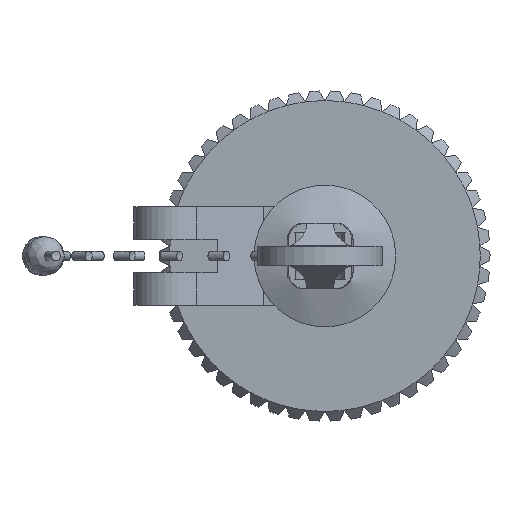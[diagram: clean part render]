
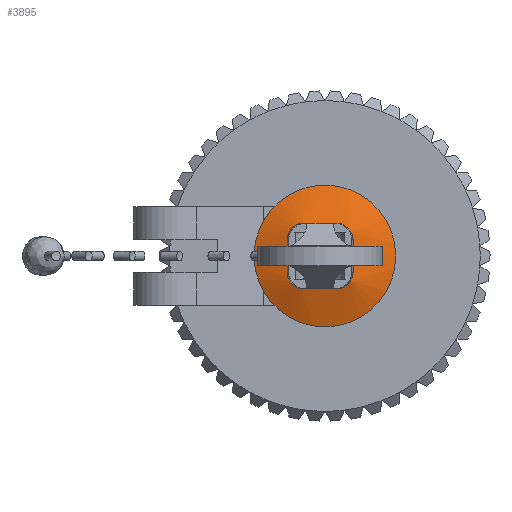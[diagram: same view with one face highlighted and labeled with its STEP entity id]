
A CAD part, front view. The second image highlights one B-rep face of the part: STEP entity #3895.
In plain terms, the highlighted free-form (B-spline) face has degree [3, 3] with [4, 4] control points.
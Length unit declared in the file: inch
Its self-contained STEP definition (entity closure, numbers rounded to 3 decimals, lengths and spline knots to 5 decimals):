
#431 = AXIS2_PLACEMENT_3D ( 'NONE', #7955, #3676, #1425 ) ;
#739 = CARTESIAN_POINT ( 'NONE',  ( -0.04011, -0.67421, -0.11465 ) ) ;
#1008 = CARTESIAN_POINT ( 'NONE',  ( -0.04011, -0.67451, 0.11414 ) ) ;
#1425 = DIRECTION ( 'NONE',  ( 0., 0., 1. ) ) ;
#1898 = EDGE_CURVE ( 'NONE', #2642, #2642, #6501, .T. ) ;
#2080 = CARTESIAN_POINT ( 'NONE',  ( 0.04019, -0.71726, -0.04237 ) ) ;
#2642 = VERTEX_POINT ( 'NONE', #10068 ) ;
#3135 = CARTESIAN_POINT ( 'NONE',  ( 0.04019, -0.71737, 0.04175 ) ) ;
#3676 = DIRECTION ( 'NONE',  ( 0., 1., 0. ) ) ;
#3895 = ADVANCED_FACE ( 'NONE', ( #12664 ), #12600, .T. ) ;
#3974 = CARTESIAN_POINT ( 'NONE',  ( 0.04019, -0.67429, -0.1147 ) ) ;
#4263 = CARTESIAN_POINT ( 'NONE',  ( -0.10906, -0.67391, -0.03459 ) ) ;
#5318 = CARTESIAN_POINT ( 'NONE',  ( -0.04011, -0.71715, -0.04235 ) ) ;
#6093 = CARTESIAN_POINT ( 'NONE',  ( -0.04011, -0.71726, 0.04174 ) ) ;
#6367 = CARTESIAN_POINT ( 'NONE',  ( 0.10925, -0.63932, 0.09336 ) ) ;
#6501 = CIRCLE ( 'NONE', #431, 0.10739 ) ;
#6958 = EDGE_LOOP ( 'NONE', ( #12590 ) ) ;
#7955 = CARTESIAN_POINT ( 'NONE',  ( 0.00032, -0.66573, 0. ) ) ;
#8541 = CARTESIAN_POINT ( 'NONE',  ( 0.10925, -0.63907, -0.09378 ) ) ;
#10068 = CARTESIAN_POINT ( 'NONE',  ( 0.00032, -0.66573, 0.10739 ) ) ;
#10350 = CARTESIAN_POINT ( 'NONE',  ( -0.10906, -0.63908, 0.09322 ) ) ;
#11418 = CARTESIAN_POINT ( 'NONE',  ( 0.04019, -0.67459, 0.11419 ) ) ;
#11687 = CARTESIAN_POINT ( 'NONE',  ( 0.10925, -0.67429, 0.03414 ) ) ;
#12590 = ORIENTED_EDGE ( 'NONE', *, *, #1898, .F. ) ;
#12600 =( BOUNDED_SURFACE ( )  B_SPLINE_SURFACE ( 3, 3, ( 
 ( #6367, #11687, #12744, #8541 ),
 ( #11418, #3135, #2080, #3974 ),
 ( #1008, #6093, #5318, #739 ),
 ( #10350, #13879, #4263, #13585 ) ),
 .UNSPECIFIED., .F., .F., .F. ) 
 B_SPLINE_SURFACE_WITH_KNOTS ( ( 4, 4 ),
 ( 4, 4 ),
 ( 0., 1. ),
 ( 0., 1. ),
 .UNSPECIFIED. ) 
 GEOMETRIC_REPRESENTATION_ITEM ( )  RATIONAL_B_SPLINE_SURFACE ( (
 ( 1., 0.907, 0.907, 1.),
 ( 0.906, 0.822, 0.822, 0.906),
 ( 0.906, 0.822, 0.822, 0.906),
 ( 1., 0.907, 0.907, 1.) ) ) 
 REPRESENTATION_ITEM ( '' )  SURFACE ( )  );
#12664 = FACE_OUTER_BOUND ( 'NONE', #6958, .T. ) ;
#12744 = CARTESIAN_POINT ( 'NONE',  ( 0.10925, -0.6742, -0.03464 ) ) ;
#13585 = CARTESIAN_POINT ( 'NONE',  ( -0.10906, -0.63883, -0.09364 ) ) ;
#13879 = CARTESIAN_POINT ( 'NONE',  ( -0.10906, -0.674, 0.03409 ) ) ;
